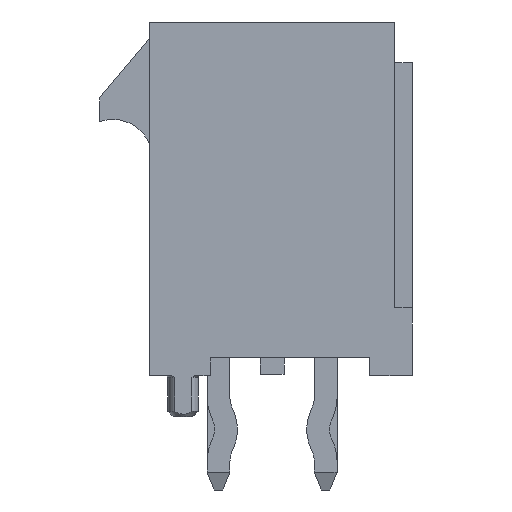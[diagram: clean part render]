
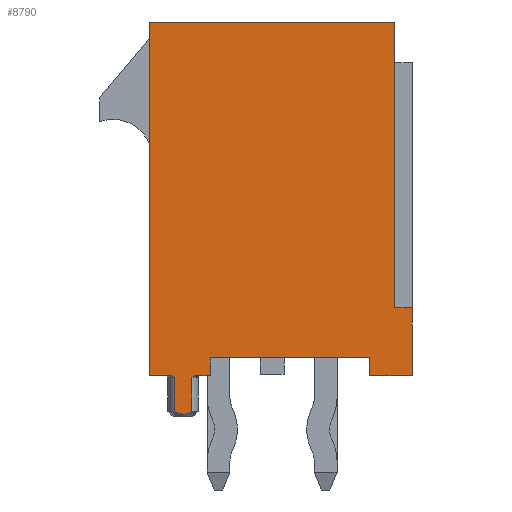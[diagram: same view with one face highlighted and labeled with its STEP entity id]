
A CAD part, front view. The second image highlights one B-rep face of the part: STEP entity #8790.
In plain terms, the highlighted planar face has unit normal (0, -1, 0).
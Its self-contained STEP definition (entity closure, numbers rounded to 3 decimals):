
#109=B_SPLINE_CURVE_WITH_KNOTS('',3,(#13386,#13387,#13388,#13389,#13390),
 .UNSPECIFIED.,.F.,.F.,(4,1,4),(0.,0.,
0.001),.UNSPECIFIED.);
#110=B_SPLINE_CURVE_WITH_KNOTS('',3,(#13394,#13395,#13396,#13397),
 .UNSPECIFIED.,.F.,.F.,(4,4),(0.,0.),.UNSPECIFIED.);
#111=B_SPLINE_CURVE_WITH_KNOTS('',3,(#13404,#13405,#13406,#13407),
 .UNSPECIFIED.,.F.,.F.,(4,4),(0.,0.),.UNSPECIFIED.);
#1358=ORIENTED_EDGE('',*,*,#3587,.F.);
#1359=ORIENTED_EDGE('',*,*,#3588,.T.);
#1360=ORIENTED_EDGE('',*,*,#3589,.T.);
#1361=ORIENTED_EDGE('',*,*,#3590,.T.);
#1362=ORIENTED_EDGE('',*,*,#3342,.F.);
#1363=ORIENTED_EDGE('',*,*,#3591,.T.);
#1364=ORIENTED_EDGE('',*,*,#3519,.T.);
#1365=ORIENTED_EDGE('',*,*,#3592,.T.);
#1366=ORIENTED_EDGE('',*,*,#3578,.F.);
#1367=ORIENTED_EDGE('',*,*,#3593,.T.);
#1368=ORIENTED_EDGE('',*,*,#3594,.T.);
#1369=ORIENTED_EDGE('',*,*,#3190,.F.);
#1370=ORIENTED_EDGE('',*,*,#3265,.F.);
#1371=ORIENTED_EDGE('',*,*,#3595,.F.);
#1372=ORIENTED_EDGE('',*,*,#3348,.F.);
#1373=ORIENTED_EDGE('',*,*,#3596,.T.);
#3190=EDGE_CURVE('',#4423,#4424,#5323,.T.);
#3265=EDGE_CURVE('',#4485,#4423,#5398,.T.);
#3342=EDGE_CURVE('',#4561,#4562,#5475,.T.);
#3348=EDGE_CURVE('',#4567,#4568,#5479,.T.);
#3519=EDGE_CURVE('',#4652,#4651,#5650,.T.);
#3578=EDGE_CURVE('',#4665,#4666,#5709,.T.);
#3587=EDGE_CURVE('',#4671,#4672,#5718,.T.);
#3588=EDGE_CURVE('',#4671,#4673,#109,.T.);
#3589=EDGE_CURVE('',#4673,#4674,#5719,.T.);
#3590=EDGE_CURVE('',#4674,#4562,#110,.T.);
#3591=EDGE_CURVE('',#4561,#4652,#5720,.T.);
#3592=EDGE_CURVE('',#4651,#4666,#5721,.T.);
#3593=EDGE_CURVE('',#4665,#4675,#5722,.T.);
#3594=EDGE_CURVE('',#4675,#4424,#5723,.T.);
#3595=EDGE_CURVE('',#4568,#4485,#5724,.T.);
#3596=EDGE_CURVE('',#4567,#4672,#111,.T.);
#4423=VERTEX_POINT('',#12629);
#4424=VERTEX_POINT('',#12631);
#4485=VERTEX_POINT('',#12776);
#4561=VERTEX_POINT('',#12931);
#4562=VERTEX_POINT('',#12932);
#4567=VERTEX_POINT('',#12943);
#4568=VERTEX_POINT('',#12945);
#4651=VERTEX_POINT('',#13257);
#4652=VERTEX_POINT('',#13259);
#4665=VERTEX_POINT('',#13366);
#4666=VERTEX_POINT('',#13368);
#4671=VERTEX_POINT('',#13384);
#4672=VERTEX_POINT('',#13385);
#4673=VERTEX_POINT('',#13391);
#4674=VERTEX_POINT('',#13393);
#4675=VERTEX_POINT('',#13401);
#5323=LINE('',#12630,#6564);
#5398=LINE('',#12777,#6639);
#5475=LINE('',#12930,#6716);
#5479=LINE('',#12944,#6720);
#5650=LINE('',#13258,#6891);
#5709=LINE('',#13367,#6950);
#5718=LINE('',#13383,#6959);
#5719=LINE('',#13392,#6960);
#5720=LINE('',#13398,#6961);
#5721=LINE('',#13399,#6962);
#5722=LINE('',#13400,#6963);
#5723=LINE('',#13402,#6964);
#5724=LINE('',#13403,#6965);
#6564=VECTOR('',#10117,1000.);
#6639=VECTOR('',#10212,1000.);
#6716=VECTOR('',#10291,1000.);
#6720=VECTOR('',#10301,1000.);
#6891=VECTOR('',#10590,1000.);
#6950=VECTOR('',#10721,1000.);
#6959=VECTOR('',#10734,1000.);
#6960=VECTOR('',#10735,1000.);
#6961=VECTOR('',#10736,1000.);
#6962=VECTOR('',#10737,1000.);
#6963=VECTOR('',#10738,1000.);
#6964=VECTOR('',#10739,1000.);
#6965=VECTOR('',#10740,1000.);
#7521=EDGE_LOOP('',(#1358,#1359,#1360,#1361,#1362,#1363,#1364,#1365,#1366,
#1367,#1368,#1369,#1370,#1371,#1372,#1373));
#7966=FACE_BOUND('',#7521,.T.);
#8395=PLANE('',#9244);
#8790=ADVANCED_FACE('',(#7966),#8395,.F.);
#9244=AXIS2_PLACEMENT_3D('',#13382,#10732,#10733);
#10117=DIRECTION('',(0.,0.,-1.));
#10212=DIRECTION('',(1.,0.,0.));
#10291=DIRECTION('',(-1.,0.,0.));
#10301=DIRECTION('',(-1.,0.,0.));
#10590=DIRECTION('',(1.,0.,0.));
#10721=DIRECTION('',(-1.,0.,0.));
#10732=DIRECTION('',(0.,1.,0.));
#10733=DIRECTION('',(0.,0.,1.));
#10734=DIRECTION('',(0.,0.,1.));
#10735=DIRECTION('',(0.,0.,1.));
#10736=DIRECTION('',(0.,0.,1.));
#10737=DIRECTION('',(0.,0.,-1.));
#10738=DIRECTION('',(0.,0.,1.));
#10739=DIRECTION('',(-1.,0.,0.));
#10740=DIRECTION('',(0.,0.,1.));
#12629=CARTESIAN_POINT('',(3.43,-12.35,4.95));
#12630=CARTESIAN_POINT('',(3.43,-12.35,4.95));
#12631=CARTESIAN_POINT('',(3.43,-12.35,-3.05));
#12776=CARTESIAN_POINT('',(-3.43,-12.35,4.95));
#12777=CARTESIAN_POINT('',(-3.43,-12.35,4.95));
#12930=CARTESIAN_POINT('',(3.43,-12.35,-4.95));
#12931=CARTESIAN_POINT('',(-1.73,-12.35,-4.95));
#12932=CARTESIAN_POINT('',(-2.169,-12.35,-4.95));
#12943=CARTESIAN_POINT('',(-2.811,-12.35,-4.95));
#12944=CARTESIAN_POINT('',(3.43,-12.35,-4.95));
#12945=CARTESIAN_POINT('',(-3.43,-12.35,-4.95));
#13257=CARTESIAN_POINT('',(2.73,-12.35,-4.45));
#13258=CARTESIAN_POINT('',(-2.73,-12.35,-4.45));
#13259=CARTESIAN_POINT('',(-1.73,-12.35,-4.45));
#13366=CARTESIAN_POINT('',(3.93,-12.35,-4.95));
#13367=CARTESIAN_POINT('',(3.43,-12.35,-4.95));
#13368=CARTESIAN_POINT('',(2.73,-12.35,-4.95));
#13382=CARTESIAN_POINT('',(0.,-12.35,0.));
#13383=CARTESIAN_POINT('',(-2.731,-12.35,-6.1));
#13384=CARTESIAN_POINT('',(-2.731,-12.35,-5.95));
#13385=CARTESIAN_POINT('',(-2.731,-12.35,-5.));
#13386=CARTESIAN_POINT('',(-2.731,-12.35,-5.95));
#13387=CARTESIAN_POINT('',(-2.657,-12.35,-5.992));
#13388=CARTESIAN_POINT('',(-2.491,-12.35,-6.058));
#13389=CARTESIAN_POINT('',(-2.323,-12.35,-5.992));
#13390=CARTESIAN_POINT('',(-2.249,-12.35,-5.95));
#13391=CARTESIAN_POINT('',(-2.249,-12.35,-5.95));
#13392=CARTESIAN_POINT('',(-2.249,-12.35,-6.1));
#13393=CARTESIAN_POINT('',(-2.249,-12.35,-5.));
#13394=CARTESIAN_POINT('',(-2.249,-12.35,-5.));
#13395=CARTESIAN_POINT('',(-2.222,-12.35,-4.984));
#13396=CARTESIAN_POINT('',(-2.195,-12.35,-4.968));
#13397=CARTESIAN_POINT('',(-2.169,-12.35,-4.95));
#13398=CARTESIAN_POINT('',(-1.73,-12.35,-4.95));
#13399=CARTESIAN_POINT('',(2.73,-12.35,-4.45));
#13400=CARTESIAN_POINT('',(3.93,-12.35,-4.95));
#13401=CARTESIAN_POINT('',(3.93,-12.35,-3.05));
#13402=CARTESIAN_POINT('',(3.93,-12.35,-3.05));
#13403=CARTESIAN_POINT('',(-3.43,-12.35,-4.95));
#13404=CARTESIAN_POINT('',(-2.811,-12.35,-4.95));
#13405=CARTESIAN_POINT('',(-2.785,-12.35,-4.968));
#13406=CARTESIAN_POINT('',(-2.758,-12.35,-4.984));
#13407=CARTESIAN_POINT('',(-2.731,-12.35,-5.));
